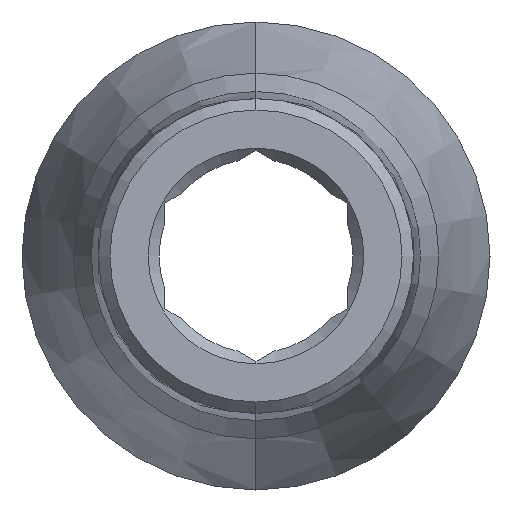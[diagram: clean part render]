
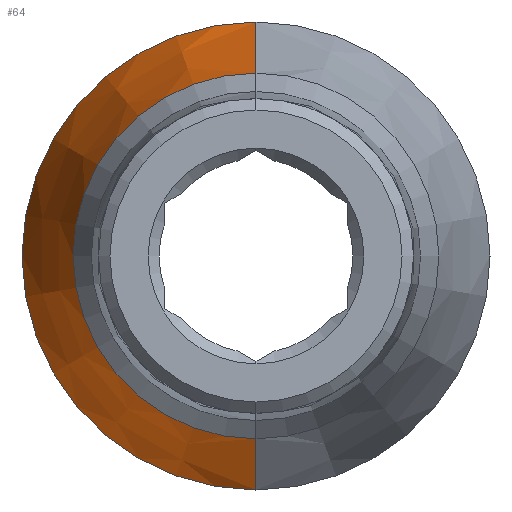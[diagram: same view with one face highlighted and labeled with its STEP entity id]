
A CAD part, left-side view. The second image highlights one B-rep face of the part: STEP entity #64.
In plain terms, the highlighted conical face has half-angle 16.688 degrees and reference radius 6.4 mm.
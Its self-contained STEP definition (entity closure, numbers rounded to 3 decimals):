
#33 = EDGE_CURVE ( 'NONE', #1080, #1501, #991, .T. ) ;
#64 = ADVANCED_FACE ( 'NONE', ( #775 ), #433, .T. ) ;
#67 = EDGE_CURVE ( 'NONE', #1499, #1461, #431, .T. ) ;
#79 = EDGE_CURVE ( 'NONE', #1501, #1461, #800, .T. ) ;
#115 = EDGE_CURVE ( 'NONE', #1080, #1499, #367, .T. ) ;
#251 = VECTOR ( 'NONE', #397, 1000. ) ;
#367 = LINE ( 'NONE', #393, #251 ) ;
#393 = CARTESIAN_POINT ( 'NONE',  ( -12., 0., 6.4 ) ) ;
#397 = DIRECTION ( 'NONE',  ( 0.958, 0., 0.287 ) ) ;
#431 = CIRCLE ( 'NONE', #434, 6.4 ) ;
#433 = CONICAL_SURFACE ( 'NONE', #442, 6.4, 0.291 ) ;
#434 = AXIS2_PLACEMENT_3D ( 'NONE', #767, #779, #758 ) ;
#442 = AXIS2_PLACEMENT_3D ( 'NONE', #781, #764, #765 ) ;
#477 = CARTESIAN_POINT ( 'NONE',  ( -16.67, 0., 5. ) ) ;
#498 = CARTESIAN_POINT ( 'NONE',  ( -12., 0., -6.4 ) ) ;
#758 = DIRECTION ( 'NONE',  ( 0., 0., 1. ) ) ;
#764 = DIRECTION ( 'NONE',  ( 1., 0., 0. ) ) ;
#765 = DIRECTION ( 'NONE',  ( 0., 0., -1. ) ) ;
#767 = CARTESIAN_POINT ( 'NONE',  ( -12., 0., 0. ) ) ;
#775 = FACE_OUTER_BOUND ( 'NONE', #1485, .T. ) ;
#779 = DIRECTION ( 'NONE',  ( -1., 0., 0. ) ) ;
#781 = CARTESIAN_POINT ( 'NONE',  ( -12., 0., 0. ) ) ;
#800 = LINE ( 'NONE', #801, #986 ) ;
#801 = CARTESIAN_POINT ( 'NONE',  ( -12., 0., -6.4 ) ) ;
#827 = DIRECTION ( 'NONE',  ( 0.958, 0., -0.287 ) ) ;
#864 = DIRECTION ( 'NONE',  ( 0., 0., 1. ) ) ;
#877 = CARTESIAN_POINT ( 'NONE',  ( -16.67, 0., 0. ) ) ;
#880 = DIRECTION ( 'NONE',  ( -1., 0., 0. ) ) ;
#986 = VECTOR ( 'NONE', #827, 1000. ) ;
#990 = AXIS2_PLACEMENT_3D ( 'NONE', #877, #880, #864 ) ;
#991 = CIRCLE ( 'NONE', #990, 5. ) ;
#1034 = CARTESIAN_POINT ( 'NONE',  ( -16.67, 0., -5. ) ) ;
#1041 = CARTESIAN_POINT ( 'NONE',  ( -12., 0., 6.4 ) ) ;
#1080 = VERTEX_POINT ( 'NONE', #477 ) ;
#1158 = ORIENTED_EDGE ( 'NONE', *, *, #67, .T. ) ;
#1164 = ORIENTED_EDGE ( 'NONE', *, *, #115, .T. ) ;
#1174 = ORIENTED_EDGE ( 'NONE', *, *, #79, .F. ) ;
#1176 = ORIENTED_EDGE ( 'NONE', *, *, #33, .F. ) ;
#1461 = VERTEX_POINT ( 'NONE', #498 ) ;
#1485 = EDGE_LOOP ( 'NONE', ( #1176, #1164, #1158, #1174 ) ) ;
#1499 = VERTEX_POINT ( 'NONE', #1041 ) ;
#1501 = VERTEX_POINT ( 'NONE', #1034 ) ;
